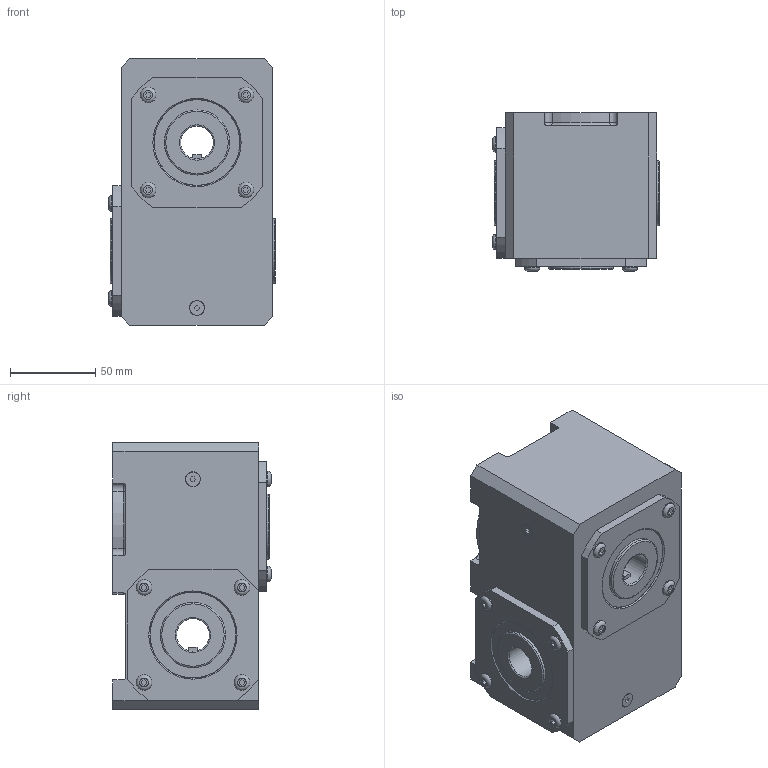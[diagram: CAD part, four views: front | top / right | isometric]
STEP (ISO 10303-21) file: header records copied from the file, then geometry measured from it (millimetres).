
FILE_DESCRIPTION(/* description */ (''),/* implementation_level */ '2;1');
FILE_NAME(/* name */ '4304-0724 WDCRL25BM1-1A.75B.75.stp',/* time_stamp */ '2016-08-17T15:41:10-05:00',/* author */ ('ChadR'),/* organization */ (''),/* preprocessor_version */ 'ST-DEVELOPER v15.2',/* originating_system */ 'Autodesk Inventor 2014',/* authorisation */ '');
FILE_SCHEMA (('AUTOMOTIVE_DESIGN { 1 0 10303 214 3 1 1 }'));
Length unit declared in the file: inch
Products named in the file (16): 4304-4605 HSG. 1-1 FB v3 ALPHA SERIES; 4304-4228 gear spacer fb a-bore; 4304-4221 25T RH 1.50 BORE GEAR; 4304-4606 B-BORE CAP FB-STD ALPHA SERIES; 4304-4607 A-BORE CAP FB-STD ALPHA SERIES; R24 BEARING CAGE; R24 BEARING SHIELD; R24 BEARING 4300-1207; phms 10-32-.375; 4304-4603 .75 B-BORE SHAFT ALPHA SERIES; 4304-4246 key, 1.0 bore fb ias; 4304-4211; 4304-4253 shaft, .750 a-bore fb ias; 4000-1115 .125 NPT PLUG; #15619; WDCRL25BM1-1A.75B.75
Bounding box: 97.73 x 92.53 x 156.03 mm (x, y, z)
Volume: 980685.2 mm3; surface area: 318430.4 mm2
Topology: 45 solids, 45 shells, 838 faces, 1990 edges, 1299 vertices
Faces by surface type: plane 291, cylinder 238, bspline 200, torus 77, cone 32
Full cylindrical faces by diameter (mm): 3.962 x8, 4.826 x8, 5.207 x8, 6.401 x6, 8.433 x2, 9.169 x8, 10.287 x2, 19.101 x2, 35.535 x4, 38.049 x6, 38.1 x12, 38.608 x3, 40.996 x4, 45.771 x4, 46.482 x12, 48.641 x4, 50.14 x4, 50.368 x4, 50.521 x4, 55.296 x4, 57.836 x4, 59.817 x12, 66.65 x2, 66.675 x4, 66.7 x2, 67.31 x2, 70.066 x2, 70.079 x2, 70.206 x2
Entity records: 15684 total; most frequent: CARTESIAN_POINT 4987, DIRECTION 2187, ORIENTED_EDGE 1964, EDGE_CURVE 982, AXIS2_PLACEMENT_3D 958, VERTEX_POINT 706, EDGE_LOOP 652, CIRCLE 552
